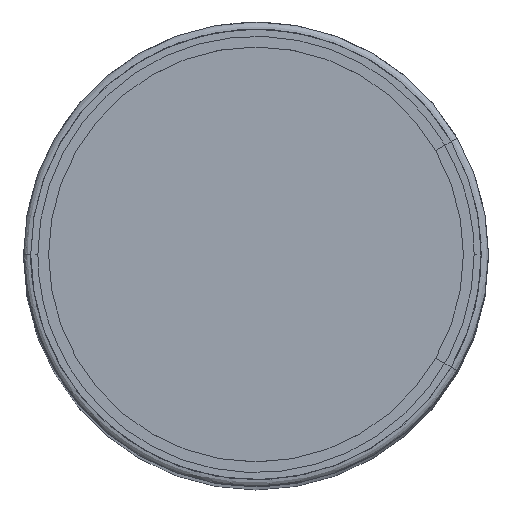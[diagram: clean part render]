
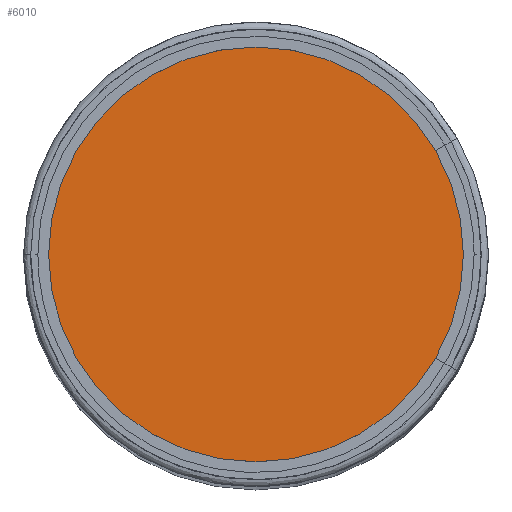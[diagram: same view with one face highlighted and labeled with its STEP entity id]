
A CAD part, top view. The second image highlights one B-rep face of the part: STEP entity #6010.
In plain terms, the highlighted planar face has unit normal (0, 0, 1).
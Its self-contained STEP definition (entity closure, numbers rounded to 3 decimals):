
#2676 = ( BOUNDED_SURFACE() B_SPLINE_SURFACE(3,3,(
    (#2677,#2678,#2679,#2680)
    ,(#2681,#2682,#2683,#2684)
    ,(#2685,#2686,#2687,#2688)
    ,(#2689,#2690,#2691,#2692
)),.UNSPECIFIED.,.F.,.F.,.F.) B_SPLINE_SURFACE_WITH_KNOTS((4,4),(4,4),(
    0.,1.),(0.,1.),.PIECEWISE_BEZIER_KNOTS.) 
GEOMETRIC_REPRESENTATION_ITEM() RATIONAL_B_SPLINE_SURFACE((
    (1.,0.333,0.333,1.)
    ,(0.805,0.268,0.268,0.805)
    ,(0.805,0.268,0.268,0.805)
,(1.,0.333,0.333,1.
))) REPRESENTATION_ITEM('') SURFACE() );
#2677 = CARTESIAN_POINT('',(3.15,0.,25.2));
#2678 = CARTESIAN_POINT('',(3.15,-6.3,25.2));
#2679 = CARTESIAN_POINT('',(-3.15,-6.3,25.2));
#2680 = CARTESIAN_POINT('',(-3.15,0.,25.2));
#2681 = CARTESIAN_POINT('',(3.15,0.,25.259));
#2682 = CARTESIAN_POINT('',(3.15,-6.3,25.259));
#2683 = CARTESIAN_POINT('',(-3.15,-6.3,25.259));
#2684 = CARTESIAN_POINT('',(-3.15,0.,25.259));
#2685 = CARTESIAN_POINT('',(3.109,0.,25.3));
#2686 = CARTESIAN_POINT('',(3.109,-6.217,25.3));
#2687 = CARTESIAN_POINT('',(-3.109,-6.217,25.3));
#2688 = CARTESIAN_POINT('',(-3.109,0.,25.3));
#2689 = CARTESIAN_POINT('',(3.05,0.,25.3));
#2690 = CARTESIAN_POINT('',(3.05,-6.1,25.3));
#2691 = CARTESIAN_POINT('',(-3.05,-6.1,25.3));
#2692 = CARTESIAN_POINT('',(-3.05,0.,25.3));
#2757 = VERTEX_POINT('',#2758);
#2758 = CARTESIAN_POINT('',(3.05,0.,25.3));
#2795 = ( BOUNDED_SURFACE() B_SPLINE_SURFACE(3,3,(
    (#2796,#2797,#2798,#2799)
    ,(#2800,#2801,#2802,#2803)
    ,(#2804,#2805,#2806,#2807)
    ,(#2808,#2809,#2810,#2811
)),.UNSPECIFIED.,.F.,.F.,.F.) B_SPLINE_SURFACE_WITH_KNOTS((4,4),(4,4),(
    0.,1.),(0.,1.),.PIECEWISE_BEZIER_KNOTS.) 
GEOMETRIC_REPRESENTATION_ITEM() RATIONAL_B_SPLINE_SURFACE((
    (1.,0.333,0.333,1.)
    ,(0.805,0.268,0.268,0.805)
    ,(0.805,0.268,0.268,0.805)
,(1.,0.333,0.333,1.
))) REPRESENTATION_ITEM('') SURFACE() );
#2796 = CARTESIAN_POINT('',(-3.15,0.,25.2));
#2797 = CARTESIAN_POINT('',(-3.15,6.3,25.2));
#2798 = CARTESIAN_POINT('',(3.15,6.3,25.2));
#2799 = CARTESIAN_POINT('',(3.15,0.,25.2));
#2800 = CARTESIAN_POINT('',(-3.15,0.,25.259));
#2801 = CARTESIAN_POINT('',(-3.15,6.3,25.259));
#2802 = CARTESIAN_POINT('',(3.15,6.3,25.259));
#2803 = CARTESIAN_POINT('',(3.15,0.,25.259));
#2804 = CARTESIAN_POINT('',(-3.109,0.,25.3));
#2805 = CARTESIAN_POINT('',(-3.109,6.217,25.3));
#2806 = CARTESIAN_POINT('',(3.109,6.217,25.3));
#2807 = CARTESIAN_POINT('',(3.109,0.,25.3));
#2808 = CARTESIAN_POINT('',(-3.05,0.,25.3));
#2809 = CARTESIAN_POINT('',(-3.05,6.1,25.3));
#2810 = CARTESIAN_POINT('',(3.05,6.1,25.3));
#2811 = CARTESIAN_POINT('',(3.05,0.,25.3));
#2841 = EDGE_CURVE('',#2757,#2842,#2844,.T.);
#2842 = VERTEX_POINT('',#2843);
#2843 = CARTESIAN_POINT('',(-3.05,0.,25.3));
#2844 = SURFACE_CURVE('',#2845,(#2850,#2879),.PCURVE_S1.);
#2845 = ( BOUNDED_CURVE() B_SPLINE_CURVE(3,(#2846,#2847,#2848,#2849),
.UNSPECIFIED.,.F.,.F.) B_SPLINE_CURVE_WITH_KNOTS((4,4),(0.,0.5),
.PIECEWISE_BEZIER_KNOTS.) CURVE() GEOMETRIC_REPRESENTATION_ITEM() 
RATIONAL_B_SPLINE_CURVE((1.,0.333,0.333,1.)) 
REPRESENTATION_ITEM('') );
#2846 = CARTESIAN_POINT('',(3.05,0.,25.3));
#2847 = CARTESIAN_POINT('',(3.05,-6.1,25.3));
#2848 = CARTESIAN_POINT('',(-3.05,-6.1,25.3));
#2849 = CARTESIAN_POINT('',(-3.05,0.,25.3));
#2850 = PCURVE('',#2676,#2851);
#2851 = DEFINITIONAL_REPRESENTATION('',(#2852),#2878);
#2852 = B_SPLINE_CURVE_WITH_KNOTS('',3,(#2853,#2854,#2855,#2856,#2857,
    #2858,#2859,#2860,#2861,#2862,#2863,#2864,#2865,#2866,#2867,#2868,
    #2869,#2870,#2871,#2872,#2873,#2874,#2875,#2876,#2877),
  .UNSPECIFIED.,.F.,.F.,(4,1,1,1,1,1,1,1,1,1,1,1,1,1,1,1,1,1,1,1,1,1,4),
  (0.,0.023,0.045,0.068,
    0.091,0.114,0.136,0.159,
    0.182,0.205,0.227,0.25,0.273,
    0.295,0.318,0.341,0.364,
    0.386,0.409,0.432,0.455,
    0.477,0.5),.UNSPECIFIED.);
#2853 = CARTESIAN_POINT('',(1.,0.));
#2854 = CARTESIAN_POINT('',(1.,0.015));
#2855 = CARTESIAN_POINT('',(1.,0.045));
#2856 = CARTESIAN_POINT('',(1.,0.091));
#2857 = CARTESIAN_POINT('',(1.,0.136));
#2858 = CARTESIAN_POINT('',(1.,0.182));
#2859 = CARTESIAN_POINT('',(1.,0.227));
#2860 = CARTESIAN_POINT('',(1.,0.273));
#2861 = CARTESIAN_POINT('',(1.,0.318));
#2862 = CARTESIAN_POINT('',(1.,0.364));
#2863 = CARTESIAN_POINT('',(1.,0.409));
#2864 = CARTESIAN_POINT('',(1.,0.455));
#2865 = CARTESIAN_POINT('',(1.,0.5));
#2866 = CARTESIAN_POINT('',(1.,0.545));
#2867 = CARTESIAN_POINT('',(1.,0.591));
#2868 = CARTESIAN_POINT('',(1.,0.636));
#2869 = CARTESIAN_POINT('',(1.,0.682));
#2870 = CARTESIAN_POINT('',(1.,0.727));
#2871 = CARTESIAN_POINT('',(1.,0.773));
#2872 = CARTESIAN_POINT('',(1.,0.818));
#2873 = CARTESIAN_POINT('',(1.,0.864));
#2874 = CARTESIAN_POINT('',(1.,0.909));
#2875 = CARTESIAN_POINT('',(1.,0.955));
#2876 = CARTESIAN_POINT('',(1.,0.985));
#2877 = CARTESIAN_POINT('',(1.,1.));
#2878 = ( GEOMETRIC_REPRESENTATION_CONTEXT(2) 
PARAMETRIC_REPRESENTATION_CONTEXT() REPRESENTATION_CONTEXT('2D SPACE',''
  ) );
#2879 = PCURVE('',#2880,#2885);
#2880 = PLANE('',#2881);
#2881 = AXIS2_PLACEMENT_3D('',#2882,#2883,#2884);
#2882 = CARTESIAN_POINT('',(0.,0.,25.3));
#2883 = DIRECTION('',(0.,0.,1.));
#2884 = DIRECTION('',(1.,0.,-0.));
#2885 = DEFINITIONAL_REPRESENTATION('',(#2886),#2891);
#2886 = ( BOUNDED_CURVE() B_SPLINE_CURVE(3,(#2887,#2888,#2889,#2890),
.UNSPECIFIED.,.F.,.F.) B_SPLINE_CURVE_WITH_KNOTS((4,4),(0.,0.5),
.PIECEWISE_BEZIER_KNOTS.) CURVE() GEOMETRIC_REPRESENTATION_ITEM() 
RATIONAL_B_SPLINE_CURVE((1.,0.333,0.333,1.)) 
REPRESENTATION_ITEM('') );
#2887 = CARTESIAN_POINT('',(3.05,0.));
#2888 = CARTESIAN_POINT('',(3.05,-6.1));
#2889 = CARTESIAN_POINT('',(-3.05,-6.1));
#2890 = CARTESIAN_POINT('',(-3.05,0.));
#2891 = ( GEOMETRIC_REPRESENTATION_CONTEXT(2) 
PARAMETRIC_REPRESENTATION_CONTEXT() REPRESENTATION_CONTEXT('2D SPACE',''
  ) );
#5959 = EDGE_CURVE('',#2842,#2757,#5960,.T.);
#5960 = SURFACE_CURVE('',#5961,(#5966,#5995),.PCURVE_S1.);
#5961 = ( BOUNDED_CURVE() B_SPLINE_CURVE(3,(#5962,#5963,#5964,#5965),
.UNSPECIFIED.,.F.,.F.) B_SPLINE_CURVE_WITH_KNOTS((4,4),(0.5,1.),
.PIECEWISE_BEZIER_KNOTS.) CURVE() GEOMETRIC_REPRESENTATION_ITEM() 
RATIONAL_B_SPLINE_CURVE((1.,0.333,0.333,1.)) 
REPRESENTATION_ITEM('') );
#5962 = CARTESIAN_POINT('',(-3.05,0.,25.3));
#5963 = CARTESIAN_POINT('',(-3.05,6.1,25.3));
#5964 = CARTESIAN_POINT('',(3.05,6.1,25.3));
#5965 = CARTESIAN_POINT('',(3.05,0.,25.3));
#5966 = PCURVE('',#2795,#5967);
#5967 = DEFINITIONAL_REPRESENTATION('',(#5968),#5994);
#5968 = B_SPLINE_CURVE_WITH_KNOTS('',3,(#5969,#5970,#5971,#5972,#5973,
    #5974,#5975,#5976,#5977,#5978,#5979,#5980,#5981,#5982,#5983,#5984,
    #5985,#5986,#5987,#5988,#5989,#5990,#5991,#5992,#5993),
  .UNSPECIFIED.,.F.,.F.,(4,1,1,1,1,1,1,1,1,1,1,1,1,1,1,1,1,1,1,1,1,1,4),
  (0.5,0.523,0.545,0.568,0.591,
    0.614,0.636,0.659,0.682,
    0.705,0.727,0.75,0.773,0.795,
    0.818,0.841,0.864,0.886,
    0.909,0.932,0.955,0.977,1.),
  .UNSPECIFIED.);
#5969 = CARTESIAN_POINT('',(1.,0.));
#5970 = CARTESIAN_POINT('',(1.,0.015));
#5971 = CARTESIAN_POINT('',(1.,0.045));
#5972 = CARTESIAN_POINT('',(1.,0.091));
#5973 = CARTESIAN_POINT('',(1.,0.136));
#5974 = CARTESIAN_POINT('',(1.,0.182));
#5975 = CARTESIAN_POINT('',(1.,0.227));
#5976 = CARTESIAN_POINT('',(1.,0.273));
#5977 = CARTESIAN_POINT('',(1.,0.318));
#5978 = CARTESIAN_POINT('',(1.,0.364));
#5979 = CARTESIAN_POINT('',(1.,0.409));
#5980 = CARTESIAN_POINT('',(1.,0.455));
#5981 = CARTESIAN_POINT('',(1.,0.5));
#5982 = CARTESIAN_POINT('',(1.,0.545));
#5983 = CARTESIAN_POINT('',(1.,0.591));
#5984 = CARTESIAN_POINT('',(1.,0.636));
#5985 = CARTESIAN_POINT('',(1.,0.682));
#5986 = CARTESIAN_POINT('',(1.,0.727));
#5987 = CARTESIAN_POINT('',(1.,0.773));
#5988 = CARTESIAN_POINT('',(1.,0.818));
#5989 = CARTESIAN_POINT('',(1.,0.864));
#5990 = CARTESIAN_POINT('',(1.,0.909));
#5991 = CARTESIAN_POINT('',(1.,0.955));
#5992 = CARTESIAN_POINT('',(1.,0.985));
#5993 = CARTESIAN_POINT('',(1.,1.));
#5994 = ( GEOMETRIC_REPRESENTATION_CONTEXT(2) 
PARAMETRIC_REPRESENTATION_CONTEXT() REPRESENTATION_CONTEXT('2D SPACE',''
  ) );
#5995 = PCURVE('',#2880,#5996);
#5996 = DEFINITIONAL_REPRESENTATION('',(#5997),#6002);
#5997 = ( BOUNDED_CURVE() B_SPLINE_CURVE(3,(#5998,#5999,#6000,#6001),
.UNSPECIFIED.,.F.,.F.) B_SPLINE_CURVE_WITH_KNOTS((4,4),(0.5,1.),
.PIECEWISE_BEZIER_KNOTS.) CURVE() GEOMETRIC_REPRESENTATION_ITEM() 
RATIONAL_B_SPLINE_CURVE((1.,0.333,0.333,1.)) 
REPRESENTATION_ITEM('') );
#5998 = CARTESIAN_POINT('',(-3.05,0.));
#5999 = CARTESIAN_POINT('',(-3.05,6.1));
#6000 = CARTESIAN_POINT('',(3.05,6.1));
#6001 = CARTESIAN_POINT('',(3.05,0.));
#6002 = ( GEOMETRIC_REPRESENTATION_CONTEXT(2) 
PARAMETRIC_REPRESENTATION_CONTEXT() REPRESENTATION_CONTEXT('2D SPACE',''
  ) );
#6010 = ADVANCED_FACE('',(#6011),#2880,.T.);
#6011 = FACE_BOUND('',#6012,.T.);
#6012 = EDGE_LOOP('',(#6013,#6014));
#6013 = ORIENTED_EDGE('',*,*,#5959,.F.);
#6014 = ORIENTED_EDGE('',*,*,#2841,.F.);
